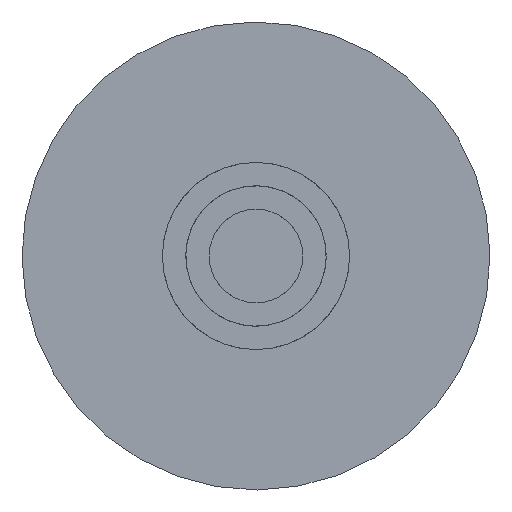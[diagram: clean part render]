
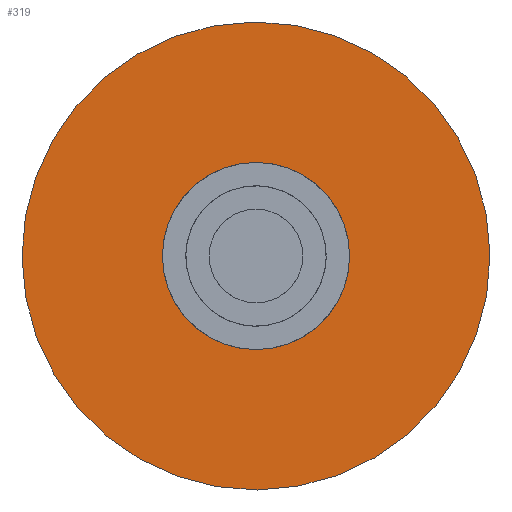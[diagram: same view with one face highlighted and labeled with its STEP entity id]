
A CAD part, front view. The second image highlights one B-rep face of the part: STEP entity #319.
In plain terms, the highlighted planar face has unit normal (0, -1, 0).
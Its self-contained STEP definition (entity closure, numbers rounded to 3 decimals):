
#36=FACE_BOUND('',#133,.T.);
#108=FACE_OUTER_BOUND('',#132,.T.);
#132=EDGE_LOOP('',(#251));
#133=EDGE_LOOP('',(#252));
#162=CIRCLE('',#511,8.);
#163=CIRCLE('',#513,20.);
#184=VERTEX_POINT('',#701);
#185=VERTEX_POINT('',#705);
#207=EDGE_CURVE('',#184,#184,#162,.T.);
#210=EDGE_CURVE('',#185,#185,#163,.T.);
#251=ORIENTED_EDGE('',*,*,#210,.T.);
#252=ORIENTED_EDGE('',*,*,#207,.T.);
#304=PLANE('',#514);
#319=ADVANCED_FACE('',(#108,#36),#304,.T.);
#511=AXIS2_PLACEMENT_3D('',#702,#582,#583);
#513=AXIS2_PLACEMENT_3D('',#707,#588,#589);
#514=AXIS2_PLACEMENT_3D('',#708,#590,#591);
#582=DIRECTION('center_axis',(0.,1.,0.));
#583=DIRECTION('ref_axis',(1.,0.,0.));
#588=DIRECTION('center_axis',(0.,-1.,0.));
#589=DIRECTION('ref_axis',(1.,0.,0.));
#590=DIRECTION('center_axis',(0.,-1.,0.));
#591=DIRECTION('ref_axis',(0.,0.,-1.));
#701=CARTESIAN_POINT('',(-8.,0.,0.));
#702=CARTESIAN_POINT('Origin',(0.,0.,0.));
#705=CARTESIAN_POINT('',(-20.,0.,0.));
#707=CARTESIAN_POINT('Origin',(0.,0.,0.));
#708=CARTESIAN_POINT('Origin',(0.,0.,0.));
